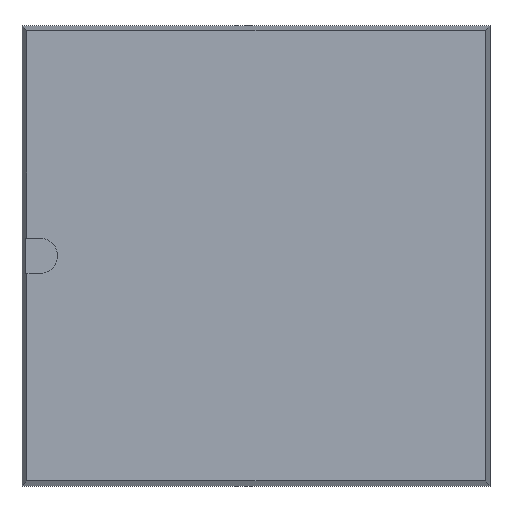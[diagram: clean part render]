
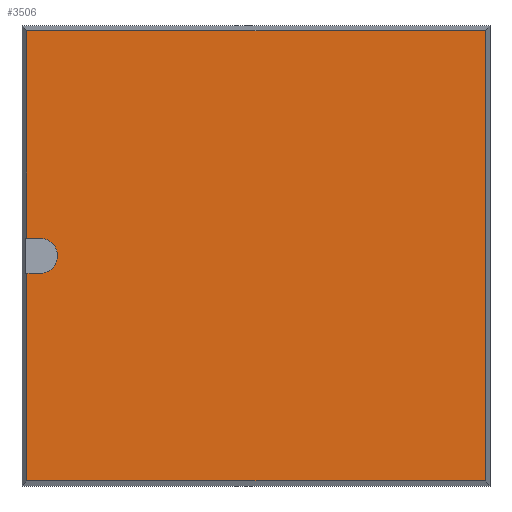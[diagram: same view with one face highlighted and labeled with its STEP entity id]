
A CAD part, top view. The second image highlights one B-rep face of the part: STEP entity #3506.
In plain terms, the highlighted planar face has unit normal (0, 0, 1).
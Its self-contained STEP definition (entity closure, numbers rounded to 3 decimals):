
#3434 = CARTESIAN_POINT ( 'NONE',  ( -8.224, 8.079, 8.5 ) ) ;
#3435 = VERTEX_POINT ( 'NONE', #3434 ) ;
#3436 = CARTESIAN_POINT ( 'NONE',  ( -8.224, 0.635, 8.5 ) ) ;
#3437 = VERTEX_POINT ( 'NONE', #3436 ) ;
#3438 = CARTESIAN_POINT ( 'NONE',  ( -8.224, 8.255, 8.5 ) ) ;
#3439 = DIRECTION ( 'NONE',  ( 0., -1., 0. ) ) ;
#3440 = VECTOR ( 'NONE', #3439, 1000. ) ;
#3441 = LINE ( 'NONE', #3438, #3440 ) ;
#3442 = EDGE_CURVE ( 'NONE', #3435, #3437, #3441, .T. ) ;
#3443 = ORIENTED_EDGE ( 'NONE', *, *, #3442, .T. ) ;
#3444 = CARTESIAN_POINT ( 'NONE',  ( -7.765, 0.635, 8.5 ) ) ;
#3445 = VERTEX_POINT ( 'NONE', #3444 ) ;
#3446 = CARTESIAN_POINT ( 'NONE',  ( -8.4, 0.635, 8.5 ) ) ;
#3447 = DIRECTION ( 'NONE',  ( -1., 0., 0. ) ) ;
#3448 = VECTOR ( 'NONE', #3447, 1000. ) ;
#3449 = LINE ( 'NONE', #3446, #3448 ) ;
#3450 = EDGE_CURVE ( 'NONE', #3445, #3437, #3449, .T. ) ;
#3451 = ORIENTED_EDGE ( 'NONE', *, *, #3450, .F. ) ;
#3452 = CARTESIAN_POINT ( 'NONE',  ( -7.765, -0.635, 8.5 ) ) ;
#3453 = VERTEX_POINT ( 'NONE', #3452 ) ;
#3454 = CARTESIAN_POINT ( 'NONE',  ( -7.765, 0., 8.5 ) ) ;
#3455 = DIRECTION ( 'NONE',  ( 0., 0., 1. ) ) ;
#3456 = DIRECTION ( 'NONE',  ( 0., 1., 0. ) ) ;
#3457 = AXIS2_PLACEMENT_3D ( 'NONE', #3454, #3455, #3456 ) ;
#3458 = CIRCLE ( 'NONE', #3457, 0.635) ;
#3459 = EDGE_CURVE ( 'NONE', #3453, #3445, #3458, .T. ) ;
#3460 = ORIENTED_EDGE ( 'NONE', *, *, #3459, .F. ) ;
#3461 = CARTESIAN_POINT ( 'NONE',  ( -8.224, -0.635, 8.5 ) ) ;
#3462 = VERTEX_POINT ( 'NONE', #3461 ) ;
#3463 = CARTESIAN_POINT ( 'NONE',  ( -8.4, -0.635, 8.5 ) ) ;
#3464 = DIRECTION ( 'NONE',  ( 1., 0., 0. ) ) ;
#3465 = VECTOR ( 'NONE', #3464, 1000. ) ;
#3466 = LINE ( 'NONE', #3463, #3465 ) ;
#3467 = EDGE_CURVE ( 'NONE', #3462, #3453, #3466, .T. ) ;
#3468 = ORIENTED_EDGE ( 'NONE', *, *, #3467, .F. ) ;
#3469 = CARTESIAN_POINT ( 'NONE',  ( -8.224, -8.079, 8.5 ) ) ;
#3470 = VERTEX_POINT ( 'NONE', #3469 ) ;
#3471 = CARTESIAN_POINT ( 'NONE',  ( -8.224, 8.255, 8.5 ) ) ;
#3472 = DIRECTION ( 'NONE',  ( 0., -1., 0. ) ) ;
#3473 = VECTOR ( 'NONE', #3472, 1000. ) ;
#3474 = LINE ( 'NONE', #3471, #3473 ) ;
#3475 = EDGE_CURVE ( 'NONE', #3462, #3470, #3474, .T. ) ;
#3476 = ORIENTED_EDGE ( 'NONE', *, *, #3475, .T. ) ;
#3477 = CARTESIAN_POINT ( 'NONE',  ( 8.224, -8.079, 8.5 ) ) ;
#3478 = VERTEX_POINT ( 'NONE', #3477 ) ;
#3479 = CARTESIAN_POINT ( 'NONE',  ( 8.4, -8.079, 8.5 ) ) ;
#3480 = DIRECTION ( 'NONE',  ( 1., 0., 0. ) ) ;
#3481 = VECTOR ( 'NONE', #3480, 1000. ) ;
#3482 = LINE ( 'NONE', #3479, #3481 ) ;
#3483 = EDGE_CURVE ( 'NONE', #3470, #3478, #3482, .T. ) ;
#3484 = ORIENTED_EDGE ( 'NONE', *, *, #3483, .T. ) ;
#3485 = CARTESIAN_POINT ( 'NONE',  ( 8.224, 8.079, 8.5 ) ) ;
#3486 = VERTEX_POINT ( 'NONE', #3485 ) ;
#3487 = CARTESIAN_POINT ( 'NONE',  ( 8.224, 8.255, 8.5 ) ) ;
#3488 = DIRECTION ( 'NONE',  ( 0., 1., 0. ) ) ;
#3489 = VECTOR ( 'NONE', #3488, 1000. ) ;
#3490 = LINE ( 'NONE', #3487, #3489 ) ;
#3491 = EDGE_CURVE ( 'NONE', #3478, #3486, #3490, .T. ) ;
#3492 = ORIENTED_EDGE ( 'NONE', *, *, #3491, .T. ) ;
#3493 = CARTESIAN_POINT ( 'NONE',  ( 8.4, 8.079, 8.5 ) ) ;
#3494 = DIRECTION ( 'NONE',  ( -1., 0., 0. ) ) ;
#3495 = VECTOR ( 'NONE', #3494, 1000. ) ;
#3496 = LINE ( 'NONE', #3493, #3495 ) ;
#3497 = EDGE_CURVE ( 'NONE', #3486, #3435, #3496, .T. ) ;
#3498 = ORIENTED_EDGE ( 'NONE', *, *, #3497, .T. ) ;
#3499 = EDGE_LOOP ( 'NONE', ( #3443, #3451, #3460, #3468, #3476, #3484, #3492, #3498 ) ) ;
#3500 = FACE_OUTER_BOUND ( 'NONE', #3499, .T. ) ;
#3501 = CARTESIAN_POINT ( 'NONE',  ( 8.4, 8.255, 8.5 ) ) ;
#3502 = DIRECTION ( 'NONE',  ( 0., 0., -1. ) ) ;
#3503 = DIRECTION ( 'NONE',  ( 0., 1., 0. ) ) ;
#3504 = AXIS2_PLACEMENT_3D ( 'NONE', #3501, #3502, #3503 ) ;
#3505 = PLANE ( 'NONE', #3504 ) ;
#3506 = ADVANCED_FACE ( 'NONE', ( #3500 ), #3505, .F. ) ;
